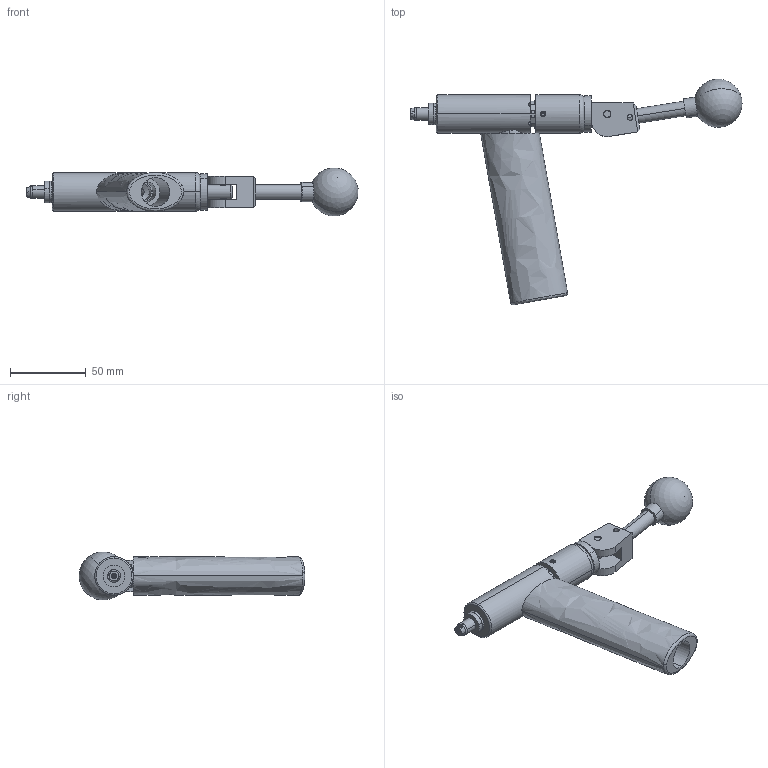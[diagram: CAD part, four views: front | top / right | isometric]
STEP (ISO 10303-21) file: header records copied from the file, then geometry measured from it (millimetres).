
FILE_DESCRIPTION (( 'STEP AP214' ), '1' );
FILE_NAME ('CTSC-003726.STEP', '2025-06-12T12:42:09', ( '' ), ( '' ), 'SwSTEP 2.0', 'SolidWorks 2023', '' );
FILE_SCHEMA (( 'AUTOMOTIVE_DESIGN' ));
Length unit declared in the file: inch
Products named in the file (1): CTSC-003726
Bounding box: 218.75 x 148.69 x 31.61 mm (x, y, z)
Volume: 151335.3 mm3; surface area: 47710.1 mm2
Topology: 11 solids, 11 shells, 311 faces, 767 edges, 488 vertices
Faces by surface type: cylinder 127, plane 117, cone 49, torus 9, bspline 7, sphere 2
Entity records: 14999 total; most frequent: CARTESIAN_POINT 3783, DIRECTION 1524, ORIENTED_EDGE 1504, EDGE_CURVE 752, AXIS2_PLACEMENT_3D 598, VERTEX_POINT 481, EDGE_LOOP 351, VECTOR 328
